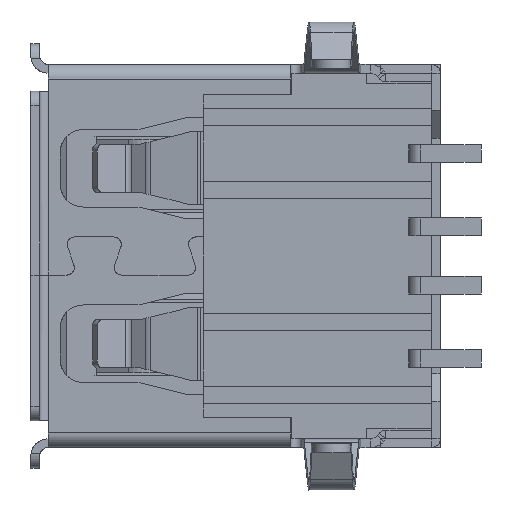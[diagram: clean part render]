
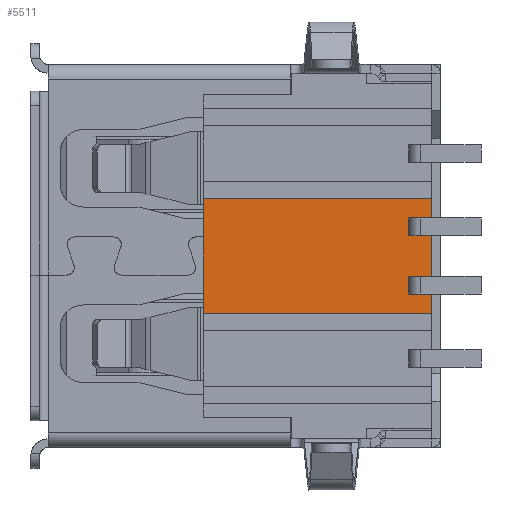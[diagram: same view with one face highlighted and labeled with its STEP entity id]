
A CAD part, front view. The second image highlights one B-rep face of the part: STEP entity #5511.
In plain terms, the highlighted planar face has unit normal (0, 1, 0).
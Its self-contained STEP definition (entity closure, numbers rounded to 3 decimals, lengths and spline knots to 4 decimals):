
#5379=AXIS2_PLACEMENT_3D('Plane Axis2P3D',#5376,#5377,#5378) ;
#5376=CARTESIAN_POINT('Axis2P3D Location',(-3.186,-6.1,8.278)) ;
#5381=CARTESIAN_POINT('Line Origine',(3.99,-6.1,5.25)) ;
#5385=CARTESIAN_POINT('Vertex',(3.99,-6.1,5.55)) ;
#5387=CARTESIAN_POINT('Vertex',(3.99,-6.1,4.95)) ;
#5390=CARTESIAN_POINT('Line Origine',(4.115,-6.1,4.95)) ;
#5394=CARTESIAN_POINT('Vertex',(4.24,-6.1,4.95)) ;
#5397=CARTESIAN_POINT('Line Origine',(4.505,-6.1,4.95)) ;
#5401=CARTESIAN_POINT('Vertex',(4.77,-6.1,4.95)) ;
#5404=CARTESIAN_POINT('Line Origine',(4.77,-6.1,4.625)) ;
#5408=CARTESIAN_POINT('Vertex',(4.77,-6.1,4.3)) ;
#5411=CARTESIAN_POINT('Line Origine',(0.87,-6.1,4.3)) ;
#5415=CARTESIAN_POINT('Vertex',(-3.03,-6.1,4.3)) ;
#5418=CARTESIAN_POINT('Line Origine',(-3.03,-6.1,6.25)) ;
#5422=CARTESIAN_POINT('Vertex',(-3.03,-6.1,8.2)) ;
#5425=CARTESIAN_POINT('Line Origine',(0.87,-6.1,8.2)) ;
#5429=CARTESIAN_POINT('Vertex',(4.77,-6.1,8.2)) ;
#5432=CARTESIAN_POINT('Line Origine',(4.77,-6.1,7.875)) ;
#5436=CARTESIAN_POINT('Vertex',(4.77,-6.1,7.55)) ;
#5439=CARTESIAN_POINT('Line Origine',(4.505,-6.1,7.55)) ;
#5443=CARTESIAN_POINT('Vertex',(4.24,-6.1,7.55)) ;
#5446=CARTESIAN_POINT('Line Origine',(4.115,-6.1,7.55)) ;
#5450=CARTESIAN_POINT('Vertex',(3.99,-6.1,7.55)) ;
#5453=CARTESIAN_POINT('Line Origine',(3.99,-6.1,7.25)) ;
#5457=CARTESIAN_POINT('Vertex',(3.99,-6.1,6.95)) ;
#5460=CARTESIAN_POINT('Line Origine',(4.115,-6.1,6.95)) ;
#5464=CARTESIAN_POINT('Vertex',(4.24,-6.1,6.95)) ;
#5467=CARTESIAN_POINT('Line Origine',(4.505,-6.1,6.95)) ;
#5471=CARTESIAN_POINT('Vertex',(4.77,-6.1,6.95)) ;
#5474=CARTESIAN_POINT('Line Origine',(4.77,-6.1,6.25)) ;
#5478=CARTESIAN_POINT('Vertex',(4.77,-6.1,5.55)) ;
#5481=CARTESIAN_POINT('Line Origine',(4.505,-6.1,5.55)) ;
#5485=CARTESIAN_POINT('Vertex',(4.24,-6.1,5.55)) ;
#5488=CARTESIAN_POINT('Line Origine',(4.115,-6.1,5.55)) ;
#5377=DIRECTION('Axis2P3D Direction',(0.,1.,-0.)) ;
#5378=DIRECTION('Axis2P3D XDirection',(1.,0.,0.)) ;
#5382=DIRECTION('Vector Direction',(0.,0.,-1.)) ;
#5391=DIRECTION('Vector Direction',(1.,0.,0.)) ;
#5398=DIRECTION('Vector Direction',(1.,0.,0.)) ;
#5405=DIRECTION('Vector Direction',(0.,0.,-1.)) ;
#5412=DIRECTION('Vector Direction',(-1.,0.,0.)) ;
#5419=DIRECTION('Vector Direction',(0.,0.,1.)) ;
#5426=DIRECTION('Vector Direction',(1.,0.,0.)) ;
#5433=DIRECTION('Vector Direction',(0.,0.,-1.)) ;
#5440=DIRECTION('Vector Direction',(-1.,0.,0.)) ;
#5447=DIRECTION('Vector Direction',(-1.,0.,0.)) ;
#5454=DIRECTION('Vector Direction',(0.,0.,-1.)) ;
#5461=DIRECTION('Vector Direction',(1.,0.,0.)) ;
#5468=DIRECTION('Vector Direction',(1.,0.,0.)) ;
#5475=DIRECTION('Vector Direction',(0.,0.,-1.)) ;
#5482=DIRECTION('Vector Direction',(-1.,0.,0.)) ;
#5489=DIRECTION('Vector Direction',(-1.,0.,0.)) ;
#5383=VECTOR('Line Direction',#5382,1.) ;
#5392=VECTOR('Line Direction',#5391,1.) ;
#5399=VECTOR('Line Direction',#5398,1.) ;
#5406=VECTOR('Line Direction',#5405,1.) ;
#5413=VECTOR('Line Direction',#5412,1.) ;
#5420=VECTOR('Line Direction',#5419,1.) ;
#5427=VECTOR('Line Direction',#5426,1.) ;
#5434=VECTOR('Line Direction',#5433,1.) ;
#5441=VECTOR('Line Direction',#5440,1.) ;
#5448=VECTOR('Line Direction',#5447,1.) ;
#5455=VECTOR('Line Direction',#5454,1.) ;
#5462=VECTOR('Line Direction',#5461,1.) ;
#5469=VECTOR('Line Direction',#5468,1.) ;
#5476=VECTOR('Line Direction',#5475,1.) ;
#5483=VECTOR('Line Direction',#5482,1.) ;
#5490=VECTOR('Line Direction',#5489,1.) ;
#5494=ORIENTED_EDGE('',*,*,#5389,.T.) ;
#5495=ORIENTED_EDGE('',*,*,#5396,.T.) ;
#5496=ORIENTED_EDGE('',*,*,#5403,.T.) ;
#5497=ORIENTED_EDGE('',*,*,#5410,.T.) ;
#5498=ORIENTED_EDGE('',*,*,#5417,.T.) ;
#5499=ORIENTED_EDGE('',*,*,#5424,.T.) ;
#5500=ORIENTED_EDGE('',*,*,#5431,.T.) ;
#5501=ORIENTED_EDGE('',*,*,#5438,.T.) ;
#5502=ORIENTED_EDGE('',*,*,#5445,.T.) ;
#5503=ORIENTED_EDGE('',*,*,#5452,.T.) ;
#5504=ORIENTED_EDGE('',*,*,#5459,.T.) ;
#5505=ORIENTED_EDGE('',*,*,#5466,.T.) ;
#5506=ORIENTED_EDGE('',*,*,#5473,.T.) ;
#5507=ORIENTED_EDGE('',*,*,#5480,.T.) ;
#5508=ORIENTED_EDGE('',*,*,#5487,.T.) ;
#5509=ORIENTED_EDGE('',*,*,#5492,.T.) ;
#5511=ADVANCED_FACE(' TRM_SRF87',(#5510),#5380,.T.) ;
#5389=EDGE_CURVE('',#5386,#5388,#5384,.T.) ;
#5396=EDGE_CURVE('',#5388,#5395,#5393,.T.) ;
#5403=EDGE_CURVE('',#5395,#5402,#5400,.T.) ;
#5410=EDGE_CURVE('',#5402,#5409,#5407,.T.) ;
#5417=EDGE_CURVE('',#5409,#5416,#5414,.T.) ;
#5424=EDGE_CURVE('',#5416,#5423,#5421,.T.) ;
#5431=EDGE_CURVE('',#5423,#5430,#5428,.T.) ;
#5438=EDGE_CURVE('',#5430,#5437,#5435,.T.) ;
#5445=EDGE_CURVE('',#5437,#5444,#5442,.T.) ;
#5452=EDGE_CURVE('',#5444,#5451,#5449,.T.) ;
#5459=EDGE_CURVE('',#5451,#5458,#5456,.T.) ;
#5466=EDGE_CURVE('',#5458,#5465,#5463,.T.) ;
#5473=EDGE_CURVE('',#5465,#5472,#5470,.T.) ;
#5480=EDGE_CURVE('',#5472,#5479,#5477,.T.) ;
#5487=EDGE_CURVE('',#5479,#5486,#5484,.T.) ;
#5492=EDGE_CURVE('',#5486,#5386,#5491,.T.) ;
#5493=EDGE_LOOP('',(#5494,#5495,#5496,#5497,#5498,#5499,#5500,#5501,#5502,#5503,#5504,#5505,#5506,#5507,#5508,#5509)) ;
#5510=FACE_OUTER_BOUND('',#5493,.T.) ;
#5384=LINE('Line',#5381,#5383) ;
#5393=LINE('Line',#5390,#5392) ;
#5400=LINE('Line',#5397,#5399) ;
#5407=LINE('Line',#5404,#5406) ;
#5414=LINE('Line',#5411,#5413) ;
#5421=LINE('Line',#5418,#5420) ;
#5428=LINE('Line',#5425,#5427) ;
#5435=LINE('Line',#5432,#5434) ;
#5442=LINE('Line',#5439,#5441) ;
#5449=LINE('Line',#5446,#5448) ;
#5456=LINE('Line',#5453,#5455) ;
#5463=LINE('Line',#5460,#5462) ;
#5470=LINE('Line',#5467,#5469) ;
#5477=LINE('Line',#5474,#5476) ;
#5484=LINE('Line',#5481,#5483) ;
#5491=LINE('Line',#5488,#5490) ;
#5380=PLANE('',#5379) ;
#5386=VERTEX_POINT('',#5385) ;
#5388=VERTEX_POINT('',#5387) ;
#5395=VERTEX_POINT('',#5394) ;
#5402=VERTEX_POINT('',#5401) ;
#5409=VERTEX_POINT('',#5408) ;
#5416=VERTEX_POINT('',#5415) ;
#5423=VERTEX_POINT('',#5422) ;
#5430=VERTEX_POINT('',#5429) ;
#5437=VERTEX_POINT('',#5436) ;
#5444=VERTEX_POINT('',#5443) ;
#5451=VERTEX_POINT('',#5450) ;
#5458=VERTEX_POINT('',#5457) ;
#5465=VERTEX_POINT('',#5464) ;
#5472=VERTEX_POINT('',#5471) ;
#5479=VERTEX_POINT('',#5478) ;
#5486=VERTEX_POINT('',#5485) ;
